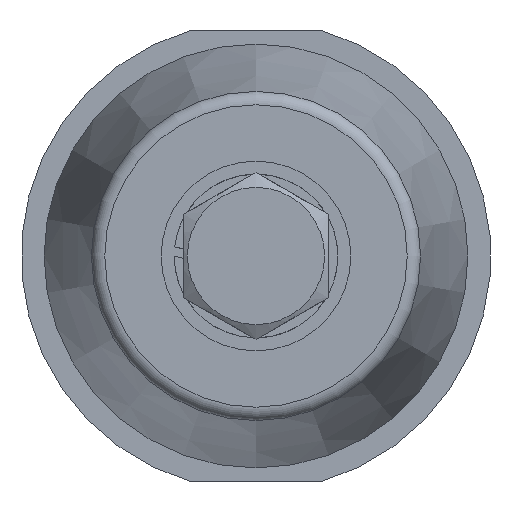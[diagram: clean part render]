
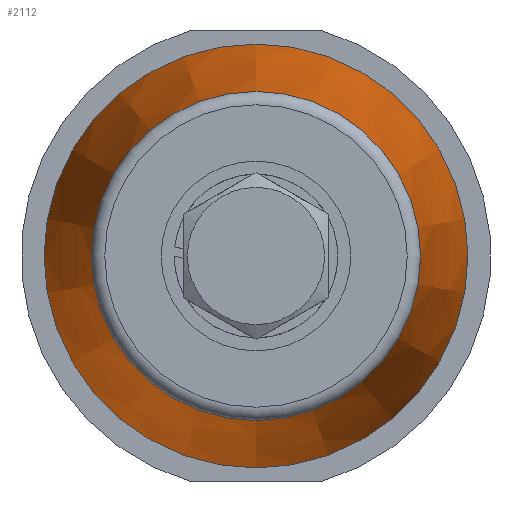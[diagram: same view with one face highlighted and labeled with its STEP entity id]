
A CAD part, front view. The second image highlights one B-rep face of the part: STEP entity #2112.
In plain terms, the highlighted conical face has half-angle 10 degrees and reference radius 18 mm.
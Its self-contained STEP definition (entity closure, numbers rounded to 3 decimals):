
#36 = CIRCLE ( 'NONE', #41, 23.466 ) ;
#41 = AXIS2_PLACEMENT_3D ( 'NONE', #1795, #823, #1951 ) ;
#81 = EDGE_CURVE ( 'NONE', #793, #793, #36, .T. ) ;
#434 = CARTESIAN_POINT ( 'NONE',  ( 0., -7., 23.466 ) ) ;
#627 = CARTESIAN_POINT ( 'NONE',  ( 0., -36.76, 0. ) ) ;
#761 = EDGE_LOOP ( 'NONE', ( #1698 ) ) ;
#793 = VERTEX_POINT ( 'NONE', #434 ) ;
#806 = DIRECTION ( 'NONE',  ( 0., 0., -1. ) ) ;
#823 = DIRECTION ( 'NONE',  ( 0., 1., 0. ) ) ;
#854 = CONICAL_SURFACE ( 'NONE', #2033, 18., 0.175 ) ;
#913 = FACE_OUTER_BOUND ( 'NONE', #1569, .T. ) ;
#983 = CARTESIAN_POINT ( 'NONE',  ( 0., -36.76, -18.219 ) ) ;
#1132 = CARTESIAN_POINT ( 'NONE',  ( 0., -38., 0. ) ) ;
#1225 = EDGE_CURVE ( 'NONE', #1748, #1748, #1666, .T. ) ;
#1296 = DIRECTION ( 'NONE',  ( 0., 1., 0. ) ) ;
#1569 = EDGE_LOOP ( 'NONE', ( #1959 ) ) ;
#1616 = AXIS2_PLACEMENT_3D ( 'NONE', #627, #1784, #806 ) ;
#1666 = CIRCLE ( 'NONE', #1616, 18.219 ) ;
#1698 = ORIENTED_EDGE ( 'NONE', *, *, #1225, .T. ) ;
#1748 = VERTEX_POINT ( 'NONE', #983 ) ;
#1763 = FACE_BOUND ( 'NONE', #761, .T. ) ;
#1784 = DIRECTION ( 'NONE',  ( 0., 1., 0. ) ) ;
#1795 = CARTESIAN_POINT ( 'NONE',  ( 0., -7., 0. ) ) ;
#1951 = DIRECTION ( 'NONE',  ( 0., 0., 1. ) ) ;
#1959 = ORIENTED_EDGE ( 'NONE', *, *, #81, .F. ) ;
#2033 = AXIS2_PLACEMENT_3D ( 'NONE', #1132, #1296, #2077 ) ;
#2077 = DIRECTION ( 'NONE',  ( 0., 0., 1. ) ) ;
#2112 = ADVANCED_FACE ( 'NONE', ( #1763, #913 ), #854, .T. ) ;
